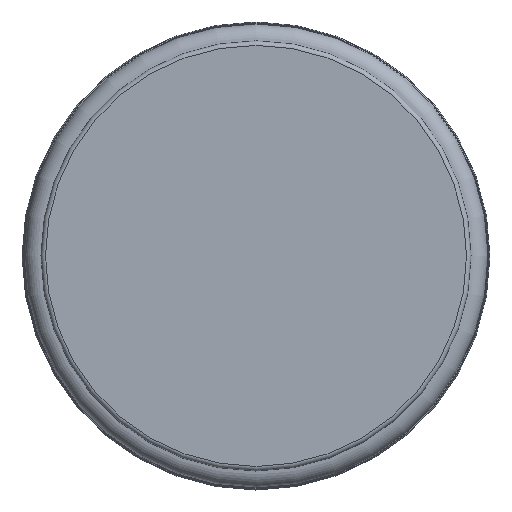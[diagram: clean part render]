
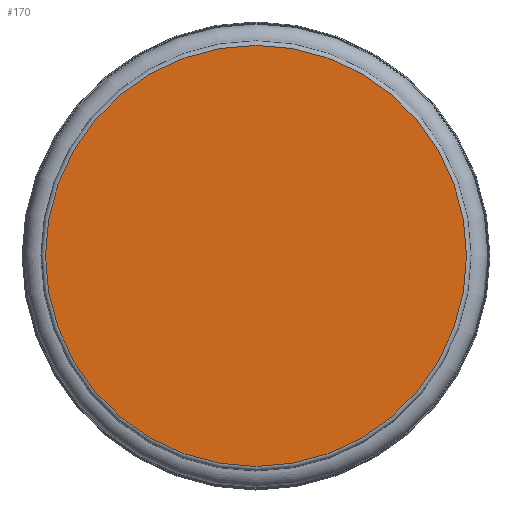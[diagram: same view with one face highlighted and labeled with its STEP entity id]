
A CAD part, top view. The second image highlights one B-rep face of the part: STEP entity #170.
In plain terms, the highlighted planar face has unit normal (0, 0, 1).
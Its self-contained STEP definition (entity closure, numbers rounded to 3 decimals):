
#21=PLANE('',#189);
#29=ORIENTED_EDGE('',*,*,#40,.T.);
#40=EDGE_CURVE('',#48,#48,#56,.T.);
#48=VERTEX_POINT('',#239);
#56=CIRCLE('',#183,9.008);
#69=EDGE_LOOP('',(#29));
#85=FACE_BOUND('',#69,.T.);
#170=ADVANCED_FACE('',(#85),#21,.F.);
#183=AXIS2_PLACEMENT_3D('',#238,#204,#205);
#189=AXIS2_PLACEMENT_3D('',#248,#216,#217);
#204=DIRECTION('',(0.,0.,1.));
#205=DIRECTION('',(1.,0.,0.));
#216=DIRECTION('',(0.,0.,-1.));
#217=DIRECTION('',(-1.,0.,0.));
#238=CARTESIAN_POINT('',(0.,0.,3.5));
#239=CARTESIAN_POINT('',(9.008,0.,3.5));
#248=CARTESIAN_POINT('',(19.303,0.,3.5));
